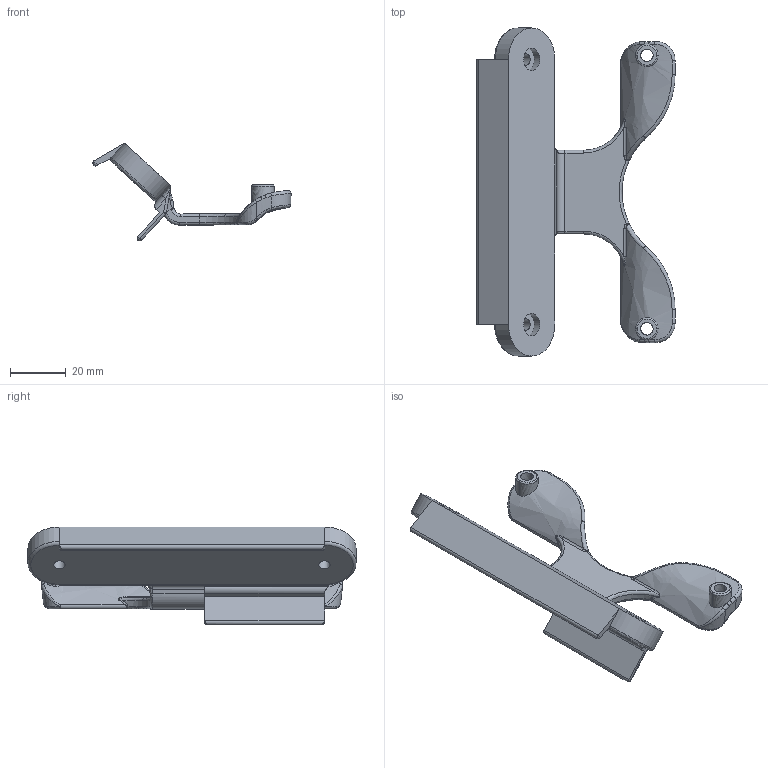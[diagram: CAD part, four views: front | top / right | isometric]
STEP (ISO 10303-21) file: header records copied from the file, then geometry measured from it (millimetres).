
FILE_DESCRIPTION(/* description */ ('','CAx-IF Rec.Pracs.---Representation and Presentation of Product Manufacturing Information (PMI)---4.0---2014-10-13'),/* implementation_level */ '2;1');
FILE_NAME(/* name */ 'Head_camera_D455.step',/* time_stamp */ '2025-02-13T00:23:13+08:00',/* author */ (''),/* organization */ (''),/* preprocessor_version */ 'ST-DEVELOPER v20',/* originating_system */ 'Autodesk Translation Framework v13.20.0.188',/* authorisation */ '');
FILE_SCHEMA (('AP242_MANAGED_MODEL_BASED_3D_ENGINEERING_MIM_LF { 1 0 10303 442 1 1 4 }'));
Length unit declared in the file: millimetre
Products named in the file (1): D455
Bounding box: 71.02 x 117.6 x 35.12 mm (x, y, z)
Volume: 35756.6 mm3; surface area: 16438.4 mm2
Topology: 1 solids, 1 shells, 191 faces, 475 edges, 286 vertices
Faces by surface type: bspline 89, cylinder 51, plane 29, torus 17, sphere 5
Full cylindrical faces by diameter (mm): 4.1 x2, 4.5 x2, 8 x2
Entity records: 13174 total; most frequent: CARTESIAN_POINT 9173, ORIENTED_EDGE 942, DIRECTION 673, EDGE_CURVE 471, VERTEX_POINT 286, AXIS2_PLACEMENT_3D 280, EDGE_LOOP 203, FACE_OUTER_BOUND 191
